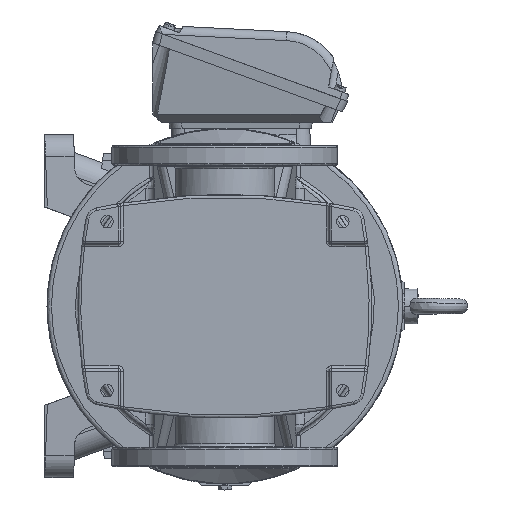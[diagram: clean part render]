
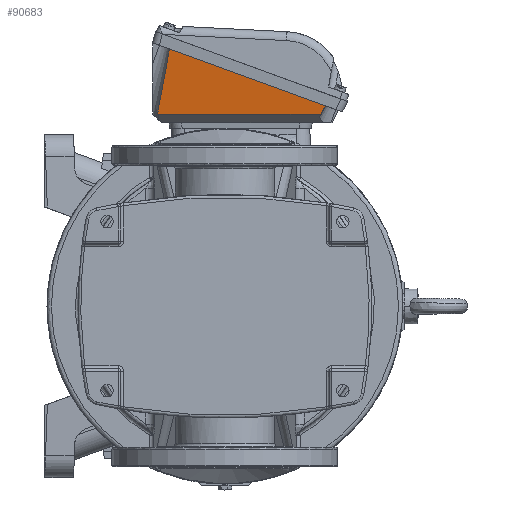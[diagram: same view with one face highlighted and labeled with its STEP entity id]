
A CAD part, front view. The second image highlights one B-rep face of the part: STEP entity #90683.
In plain terms, the highlighted face is planar.
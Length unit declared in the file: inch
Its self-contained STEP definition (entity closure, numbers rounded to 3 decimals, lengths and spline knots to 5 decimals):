
#3619 = EDGE_CURVE ( 'NONE', #143353, #27740, #142176, .T. ) ;
#5722 = DIRECTION ( 'NONE',  ( 0.861, -0.497, -0.103 ) ) ;
#6271 = ORIENTED_EDGE ( 'NONE', *, *, #3619, .F. ) ;
#7292 = CARTESIAN_POINT ( 'NONE',  ( -9.83173, -2.73276, 4.09503 ) ) ;
#9764 = EDGE_CURVE ( 'NONE', #45093, #85964, #143512, .T. ) ;
#11138 = ORIENTED_EDGE ( 'NONE', *, *, #9764, .F. ) ;
#13897 = CARTESIAN_POINT ( 'NONE',  ( -7.94786, 3.93085, 4.14851 ) ) ;
#14445 = VERTEX_POINT ( 'NONE', #91785 ) ;
#14625 = LINE ( 'NONE', #13897, #118105 ) ;
#16954 = CARTESIAN_POINT ( 'NONE',  ( -9.43794, -2.80692, 4.05347 ) ) ;
#20819 = CARTESIAN_POINT ( 'NONE',  ( -8.49666, -3.22982, 3.94531 ) ) ;
#27740 = VERTEX_POINT ( 'NONE', #115372 ) ;
#30671 = CARTESIAN_POINT ( 'NONE',  ( -8.50394, -2.92629, 3.95694 ) ) ;
#32363 = ORIENTED_EDGE ( 'NONE', *, *, #103860, .F. ) ;
#34203 = CARTESIAN_POINT ( 'NONE',  ( -8.50394, 5.57648, 4.26259 ) ) ;
#38039 = CARTESIAN_POINT ( 'NONE',  ( -11.5938, -3.03401, 4.25823 ) ) ;
#39125 = CARTESIAN_POINT ( 'NONE',  ( -9.34054, -2.82531, 4.04319 ) ) ;
#39867 = CARTESIAN_POINT ( 'NONE',  ( -9.45399, -2.80389, 4.05517 ) ) ;
#40609 = CARTESIAN_POINT ( 'NONE',  ( -9.28364, -2.83611, 4.03719 ) ) ;
#42361 = DIRECTION ( 'NONE',  ( -0.342, -0.94, 0. ) ) ;
#43752 = DIRECTION ( 'NONE',  ( 0.024, -0.999, -0.038 ) ) ;
#45093 = VERTEX_POINT ( 'NONE', #76719 ) ;
#51546 = ORIENTED_EDGE ( 'NONE', *, *, #100505, .F. ) ;
#51709 = CARTESIAN_POINT ( 'NONE',  ( -8.67895, -2.95213, 3.97329 ) ) ;
#52750 = CARTESIAN_POINT ( 'NONE',  ( -11.88976, -2.92629, 4.29134 ) ) ;
#53606 = CARTESIAN_POINT ( 'NONE',  ( -11.79324, -2.38477, 4.30127 ) ) ;
#54219 = FACE_OUTER_BOUND ( 'NONE', #95445, .T. ) ;
#54924 = VECTOR ( 'NONE', #89663, 39.37008 ) ;
#58922 = VECTOR ( 'NONE', #43752, 39.37008 ) ;
#59260 = ORIENTED_EDGE ( 'NONE', *, *, #139979, .F. ) ;
#63565 = CARTESIAN_POINT ( 'NONE',  ( -9.46799, -2.80125, 4.05665 ) ) ;
#71524 = VERTEX_POINT ( 'NONE', #77588 ) ;
#72441 = CARTESIAN_POINT ( 'NONE',  ( -8.50249, -2.98651, 3.95463 ) ) ;
#73916 = CARTESIAN_POINT ( 'NONE',  ( -10.43906, -2.62355, 4.15894 ) ) ;
#76719 = CARTESIAN_POINT ( 'NONE',  ( -8.50394, 4.2519, 4.21497 ) ) ;
#77137 = DIRECTION ( 'NONE',  ( 0.098, -0.036, 0.995 ) ) ;
#77588 = CARTESIAN_POINT ( 'NONE',  ( -8.86588, 4.46087, 4.25823 ) ) ;
#82015 = AXIS2_PLACEMENT_3D ( 'NONE', #52750, #77137, #42361 ) ;
#84989 = CARTESIAN_POINT ( 'NONE',  ( -10.15476, -2.67368, 4.12906 ) ) ;
#85721 = CARTESIAN_POINT ( 'NONE',  ( -9.462, -2.80238, 4.05601 ) ) ;
#85964 = VERTEX_POINT ( 'NONE', #30671 ) ;
#89663 = DIRECTION ( 'NONE',  ( 0., -0.999, -0.036 ) ) ;
#90683 = ADVANCED_FACE ( 'NONE', ( #54219 ), #99267, .T. ) ;
#91785 = CARTESIAN_POINT ( 'NONE',  ( -8.50249, -2.98651, 3.95463 ) ) ;
#95445 = EDGE_LOOP ( 'NONE', ( #118031, #32363, #6271, #59260, #51546, #11138 ) ) ;
#96769 = CARTESIAN_POINT ( 'NONE',  ( -9.40568, -2.813, 4.05007 ) ) ;
#99267 = PLANE ( 'NONE',  #82015 ) ;
#100505 = EDGE_CURVE ( 'NONE', #85964, #14445, #144159, .T. ) ;
#101810 = VECTOR ( 'NONE', #127918, 39.37008 ) ;
#103860 = EDGE_CURVE ( 'NONE', #27740, #71524, #139220, .T. ) ;
#107083 = CARTESIAN_POINT ( 'NONE',  ( -9.46942, -2.80098, 4.0568 ) ) ;
#108534 = CARTESIAN_POINT ( 'NONE',  ( -9.46964, -2.80094, 4.05682 ) ) ;
#109686 = B_SPLINE_CURVE_WITH_KNOTS ( 'NONE', 3,
 ( #72441, #51709, #139563, #140286, #118182, #40609, #39125, #96769, #16954, #39867, #85721, #128506, #63565, #129244, #107083, #108534, #7292, #84989, #73916 ),
 .UNSPECIFIED., .F., .F.,
 ( 4, 2, 2, 1, 1, 1, 1, 1, 1, 1, 2, 2, 4 ),
 ( 0., 0.25, 0.375, 0.4375, 0.46875, 0.48438, 0.49219, 0.49609, 0.49805, 0.49902, 0.49951, 0.5, 1. ),
 .UNSPECIFIED. ) ;
#109692 = DIRECTION ( 'NONE',  ( -0.98, 0.173, 0.103 ) ) ;
#111779 = VECTOR ( 'NONE', #109692, 39.37008 ) ;
#115372 = CARTESIAN_POINT ( 'NONE',  ( -11.38377, -2.45697, 4.25823 ) ) ;
#118031 = ORIENTED_EDGE ( 'NONE', *, *, #125895, .F. ) ;
#118105 = VECTOR ( 'NONE', #5722, 39.37008 ) ;
#118182 = CARTESIAN_POINT ( 'NONE',  ( -9.16841, -2.85802, 4.02502 ) ) ;
#125895 = EDGE_CURVE ( 'NONE', #71524, #45093, #14625, .T. ) ;
#127918 = DIRECTION ( 'NONE',  ( 0.342, 0.94, 0. ) ) ;
#128506 = CARTESIAN_POINT ( 'NONE',  ( -9.466, -2.80163, 4.05643 ) ) ;
#129244 = CARTESIAN_POINT ( 'NONE',  ( -9.46885, -2.80109, 4.05674 ) ) ;
#139220 = LINE ( 'NONE', #38039, #101810 ) ;
#139563 = CARTESIAN_POINT ( 'NONE',  ( -8.84781, -2.91946, 3.99115 ) ) ;
#139979 = EDGE_CURVE ( 'NONE', #14445, #143353, #109686, .T. ) ;
#140286 = CARTESIAN_POINT ( 'NONE',  ( -9.08968, -2.87306, 4.01671 ) ) ;
#142176 = LINE ( 'NONE', #53606, #111779 ) ;
#143353 = VERTEX_POINT ( 'NONE', #144939 ) ;
#143512 = LINE ( 'NONE', #34203, #54924 ) ;
#144159 = LINE ( 'NONE', #20819, #58922 ) ;
#144939 = CARTESIAN_POINT ( 'NONE',  ( -10.43906, -2.62355, 4.15894 ) ) ;
